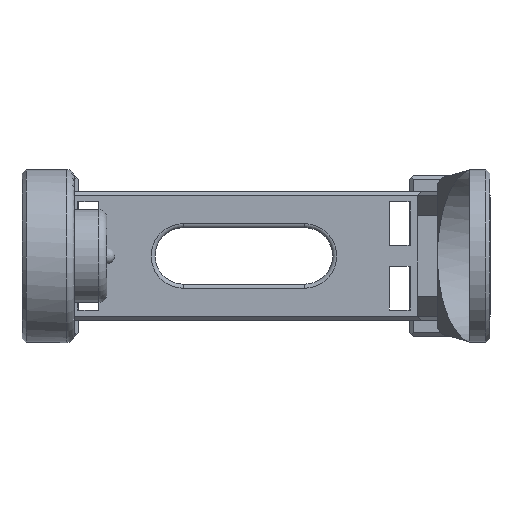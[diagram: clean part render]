
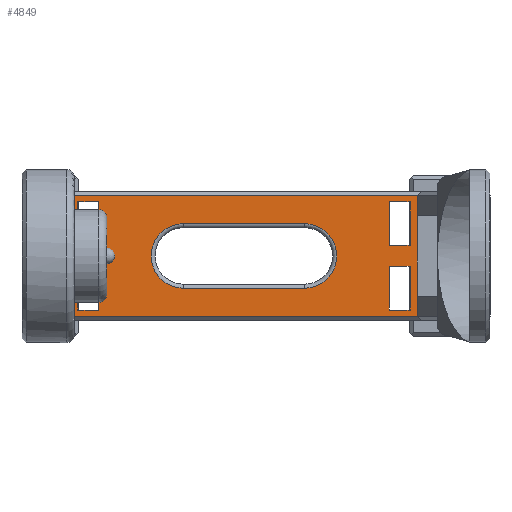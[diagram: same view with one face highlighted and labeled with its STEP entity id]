
A CAD part, left-side view. The second image highlights one B-rep face of the part: STEP entity #4849.
In plain terms, the highlighted face is planar.
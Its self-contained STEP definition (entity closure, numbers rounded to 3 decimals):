
#130=CIRCLE('',#5184,4.);
#133=CIRCLE('',#5189,4.);
#217=FACE_BOUND('',#659,.T.);
#218=FACE_BOUND('',#660,.T.);
#219=FACE_BOUND('',#661,.T.);
#220=FACE_BOUND('',#662,.T.);
#221=FACE_BOUND('',#663,.T.);
#363=FACE_OUTER_BOUND('',#658,.T.);
#658=EDGE_LOOP('',(#3671,#3672,#3673,#3674));
#659=EDGE_LOOP('',(#3675,#3676,#3677,#3678));
#660=EDGE_LOOP('',(#3679,#3680,#3681,#3682));
#661=EDGE_LOOP('',(#3683,#3684,#3685,#3686));
#662=EDGE_LOOP('',(#3687,#3688,#3689,#3690));
#663=EDGE_LOOP('',(#3691,#3692,#3693,#3694));
#1083=LINE('',#7221,#1667);
#1084=LINE('',#7232,#1668);
#1090=LINE('',#7250,#1674);
#1091=LINE('',#7252,#1675);
#1092=LINE('',#7254,#1676);
#1093=LINE('',#7255,#1677);
#1094=LINE('',#7258,#1678);
#1095=LINE('',#7260,#1679);
#1096=LINE('',#7262,#1680);
#1097=LINE('',#7263,#1681);
#1098=LINE('',#7266,#1682);
#1099=LINE('',#7268,#1683);
#1100=LINE('',#7270,#1684);
#1101=LINE('',#7271,#1685);
#1102=LINE('',#7274,#1686);
#1103=LINE('',#7276,#1687);
#1104=LINE('',#7278,#1688);
#1105=LINE('',#7279,#1689);
#1106=LINE('',#7282,#1690);
#1107=LINE('',#7284,#1691);
#1108=LINE('',#7286,#1692);
#1109=LINE('',#7287,#1693);
#1667=VECTOR('',#5898,10.);
#1668=VECTOR('',#5911,10.);
#1674=VECTOR('',#5931,10.);
#1675=VECTOR('',#5932,10.);
#1676=VECTOR('',#5933,10.);
#1677=VECTOR('',#5934,10.);
#1678=VECTOR('',#5935,10.);
#1679=VECTOR('',#5936,10.);
#1680=VECTOR('',#5937,10.);
#1681=VECTOR('',#5938,10.);
#1682=VECTOR('',#5939,10.);
#1683=VECTOR('',#5940,10.);
#1684=VECTOR('',#5941,10.);
#1685=VECTOR('',#5942,10.);
#1686=VECTOR('',#5943,10.);
#1687=VECTOR('',#5944,10.);
#1688=VECTOR('',#5945,10.);
#1689=VECTOR('',#5946,10.);
#1690=VECTOR('',#5947,10.);
#1691=VECTOR('',#5948,10.);
#1692=VECTOR('',#5949,10.);
#1693=VECTOR('',#5950,10.);
#2179=VERTEX_POINT('',#7214);
#2182=VERTEX_POINT('',#7219);
#2184=VERTEX_POINT('',#7224);
#2186=VERTEX_POINT('',#7230);
#2190=VERTEX_POINT('',#7248);
#2191=VERTEX_POINT('',#7249);
#2192=VERTEX_POINT('',#7251);
#2193=VERTEX_POINT('',#7253);
#2194=VERTEX_POINT('',#7256);
#2195=VERTEX_POINT('',#7257);
#2196=VERTEX_POINT('',#7259);
#2197=VERTEX_POINT('',#7261);
#2198=VERTEX_POINT('',#7264);
#2199=VERTEX_POINT('',#7265);
#2200=VERTEX_POINT('',#7267);
#2201=VERTEX_POINT('',#7269);
#2202=VERTEX_POINT('',#7272);
#2203=VERTEX_POINT('',#7273);
#2204=VERTEX_POINT('',#7275);
#2205=VERTEX_POINT('',#7277);
#2206=VERTEX_POINT('',#7280);
#2207=VERTEX_POINT('',#7281);
#2208=VERTEX_POINT('',#7283);
#2209=VERTEX_POINT('',#7285);
#2711=EDGE_CURVE('',#2182,#2179,#1083,.T.);
#2713=EDGE_CURVE('',#2184,#2182,#130,.T.);
#2716=EDGE_CURVE('',#2186,#2184,#1084,.T.);
#2718=EDGE_CURVE('',#2179,#2186,#133,.T.);
#2725=EDGE_CURVE('',#2190,#2191,#1090,.T.);
#2726=EDGE_CURVE('',#2192,#2190,#1091,.T.);
#2727=EDGE_CURVE('',#2193,#2192,#1092,.T.);
#2728=EDGE_CURVE('',#2191,#2193,#1093,.T.);
#2729=EDGE_CURVE('',#2194,#2195,#1094,.T.);
#2730=EDGE_CURVE('',#2195,#2196,#1095,.T.);
#2731=EDGE_CURVE('',#2196,#2197,#1096,.T.);
#2732=EDGE_CURVE('',#2197,#2194,#1097,.T.);
#2733=EDGE_CURVE('',#2198,#2199,#1098,.T.);
#2734=EDGE_CURVE('',#2199,#2200,#1099,.T.);
#2735=EDGE_CURVE('',#2200,#2201,#1100,.T.);
#2736=EDGE_CURVE('',#2201,#2198,#1101,.T.);
#2737=EDGE_CURVE('',#2202,#2203,#1102,.T.);
#2738=EDGE_CURVE('',#2203,#2204,#1103,.T.);
#2739=EDGE_CURVE('',#2204,#2205,#1104,.T.);
#2740=EDGE_CURVE('',#2205,#2202,#1105,.T.);
#2741=EDGE_CURVE('',#2206,#2207,#1106,.T.);
#2742=EDGE_CURVE('',#2207,#2208,#1107,.T.);
#2743=EDGE_CURVE('',#2208,#2209,#1108,.T.);
#2744=EDGE_CURVE('',#2209,#2206,#1109,.T.);
#3671=ORIENTED_EDGE('',*,*,#2725,.F.);
#3672=ORIENTED_EDGE('',*,*,#2726,.F.);
#3673=ORIENTED_EDGE('',*,*,#2727,.F.);
#3674=ORIENTED_EDGE('',*,*,#2728,.F.);
#3675=ORIENTED_EDGE('',*,*,#2729,.T.);
#3676=ORIENTED_EDGE('',*,*,#2730,.T.);
#3677=ORIENTED_EDGE('',*,*,#2731,.T.);
#3678=ORIENTED_EDGE('',*,*,#2732,.T.);
#3679=ORIENTED_EDGE('',*,*,#2733,.T.);
#3680=ORIENTED_EDGE('',*,*,#2734,.T.);
#3681=ORIENTED_EDGE('',*,*,#2735,.T.);
#3682=ORIENTED_EDGE('',*,*,#2736,.T.);
#3683=ORIENTED_EDGE('',*,*,#2737,.T.);
#3684=ORIENTED_EDGE('',*,*,#2738,.T.);
#3685=ORIENTED_EDGE('',*,*,#2739,.T.);
#3686=ORIENTED_EDGE('',*,*,#2740,.T.);
#3687=ORIENTED_EDGE('',*,*,#2741,.T.);
#3688=ORIENTED_EDGE('',*,*,#2742,.T.);
#3689=ORIENTED_EDGE('',*,*,#2743,.T.);
#3690=ORIENTED_EDGE('',*,*,#2744,.T.);
#3691=ORIENTED_EDGE('',*,*,#2711,.F.);
#3692=ORIENTED_EDGE('',*,*,#2713,.F.);
#3693=ORIENTED_EDGE('',*,*,#2716,.F.);
#3694=ORIENTED_EDGE('',*,*,#2718,.F.);
#4612=PLANE('',#5194);
#4849=ADVANCED_FACE('',(#363,#217,#218,#219,#220,#221),#4612,.F.);
#5184=AXIS2_PLACEMENT_3D('',#7226,#5903,#5904);
#5189=AXIS2_PLACEMENT_3D('',#7235,#5915,#5916);
#5194=AXIS2_PLACEMENT_3D('',#7247,#5929,#5930);
#5898=DIRECTION('',(1.,0.,0.));
#5903=DIRECTION('center_axis',(0.,-1.,0.));
#5904=DIRECTION('ref_axis',(-1.,0.,0.));
#5911=DIRECTION('',(-1.,0.,0.));
#5915=DIRECTION('center_axis',(0.,-1.,0.));
#5916=DIRECTION('ref_axis',(1.,0.,0.));
#5929=DIRECTION('center_axis',(0.,1.,0.));
#5930=DIRECTION('ref_axis',(1.,0.,0.));
#5931=DIRECTION('',(0.,0.,-1.));
#5932=DIRECTION('',(1.,0.,0.));
#5933=DIRECTION('',(0.,0.,1.));
#5934=DIRECTION('',(-1.,0.,0.));
#5935=DIRECTION('',(0.,0.,1.));
#5936=DIRECTION('',(1.,0.,0.));
#5937=DIRECTION('',(0.,0.,-1.));
#5938=DIRECTION('',(-1.,0.,0.));
#5939=DIRECTION('',(0.,0.,1.));
#5940=DIRECTION('',(1.,0.,0.));
#5941=DIRECTION('',(0.,0.,-1.));
#5942=DIRECTION('',(-1.,0.,0.));
#5943=DIRECTION('',(0.,0.,-1.));
#5944=DIRECTION('',(-1.,0.,0.));
#5945=DIRECTION('',(0.,0.,1.));
#5946=DIRECTION('',(1.,0.,0.));
#5947=DIRECTION('',(0.,0.,-1.));
#5948=DIRECTION('',(-1.,0.,0.));
#5949=DIRECTION('',(0.,0.,1.));
#5950=DIRECTION('',(1.,0.,0.));
#7214=CARTESIAN_POINT('',(31.8,0.,-12.));
#7219=CARTESIAN_POINT('',(16.8,0.,-12.));
#7221=CARTESIAN_POINT('',(28.05,0.,-12.));
#7224=CARTESIAN_POINT('',(16.8,0.,-4.));
#7226=CARTESIAN_POINT('Origin',(16.8,0.,-8.));
#7230=CARTESIAN_POINT('',(31.8,0.,-4.));
#7232=CARTESIAN_POINT('',(20.55,0.,-4.));
#7235=CARTESIAN_POINT('Origin',(31.8,0.,-8.));
#7247=CARTESIAN_POINT('Origin',(24.3,0.,-8.));
#7248=CARTESIAN_POINT('',(48.1,0.,-0.5));
#7249=CARTESIAN_POINT('',(48.1,0.,-15.5));
#7250=CARTESIAN_POINT('',(48.1,0.,-4.));
#7251=CARTESIAN_POINT('',(0.5,0.,-0.5));
#7252=CARTESIAN_POINT('',(12.15,0.,-0.5));
#7253=CARTESIAN_POINT('',(0.5,0.,-15.5));
#7254=CARTESIAN_POINT('',(0.5,0.,-12.));
#7255=CARTESIAN_POINT('',(36.45,0.,-15.5));
#7256=CARTESIAN_POINT('',(42.3,0.,-6.7));
#7257=CARTESIAN_POINT('',(42.3,0.,-1.3));
#7258=CARTESIAN_POINT('',(42.3,0.,-6.));
#7259=CARTESIAN_POINT('',(44.9,0.,-1.3));
#7260=CARTESIAN_POINT('',(33.95,0.,-1.3));
#7261=CARTESIAN_POINT('',(44.9,0.,-6.7));
#7262=CARTESIAN_POINT('',(44.9,0.,-6.));
#7263=CARTESIAN_POINT('',(33.95,0.,-6.7));
#7264=CARTESIAN_POINT('',(42.3,0.,-14.7));
#7265=CARTESIAN_POINT('',(42.3,0.,-9.3));
#7266=CARTESIAN_POINT('',(42.3,0.,-10.));
#7267=CARTESIAN_POINT('',(44.9,0.,-9.3));
#7268=CARTESIAN_POINT('',(33.95,0.,-9.3));
#7269=CARTESIAN_POINT('',(44.9,0.,-14.7));
#7270=CARTESIAN_POINT('',(44.9,0.,-10.));
#7271=CARTESIAN_POINT('',(33.95,0.,-14.7));
#7272=CARTESIAN_POINT('',(6.3,0.,-1.3));
#7273=CARTESIAN_POINT('',(6.3,0.,-6.7));
#7274=CARTESIAN_POINT('',(6.3,0.,-6.));
#7275=CARTESIAN_POINT('',(3.7,0.,-6.7));
#7276=CARTESIAN_POINT('',(14.65,0.,-6.7));
#7277=CARTESIAN_POINT('',(3.7,0.,-1.3));
#7278=CARTESIAN_POINT('',(3.7,0.,-6.));
#7279=CARTESIAN_POINT('',(14.65,0.,-1.3));
#7280=CARTESIAN_POINT('',(6.3,0.,-9.3));
#7281=CARTESIAN_POINT('',(6.3,0.,-14.7));
#7282=CARTESIAN_POINT('',(6.3,0.,-10.));
#7283=CARTESIAN_POINT('',(3.7,0.,-14.7));
#7284=CARTESIAN_POINT('',(14.65,0.,-14.7));
#7285=CARTESIAN_POINT('',(3.7,0.,-9.3));
#7286=CARTESIAN_POINT('',(3.7,0.,-10.));
#7287=CARTESIAN_POINT('',(14.65,0.,-9.3));
